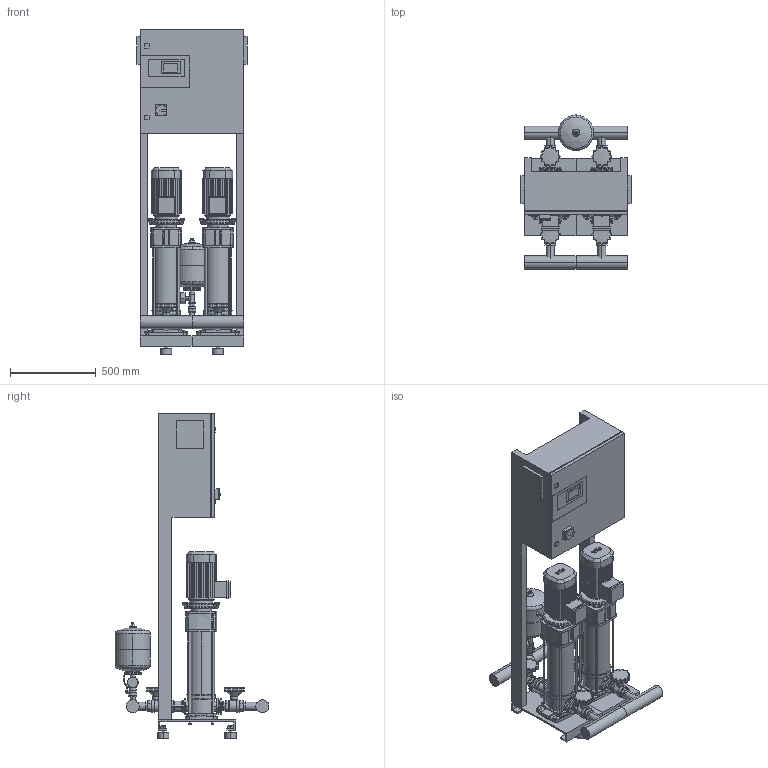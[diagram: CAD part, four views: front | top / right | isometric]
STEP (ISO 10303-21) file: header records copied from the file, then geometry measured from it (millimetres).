
FILE_DESCRIPTION((''),'2;1');
FILE_NAME('3d_CO-2HELIXV1008_K_CC-2534096.stp','2016-01-25T10:03:37',(''),(''),'Mechanical Desktop 2009','Mechanical Desktop 2009',', , ');
FILE_SCHEMA(('CONFIG_CONTROL_DESIGN'));
Length unit declared in the file: millimetre
Products named in the file (1): Product
Bounding box: 640 x 895.05 x 1885 mm (x, y, z)
Volume: 168679465.1 mm3; surface area: 7240064.2 mm2
Topology: 108 solids, 108 shells, 2997 faces, 7561 edges, 4932 vertices
Faces by surface type: plane 1178, cylinder 884, bspline 701, cone 160, torus 60, sphere 14
Entity records: 96771 total; most frequent: CARTESIAN_POINT 24936, ORIENTED_EDGE 15106, DIRECTION 14393, EDGE_CURVE 7553, AXIS2_PLACEMENT_3D 4967, VERTEX_POINT 4926, VECTOR 4459, LINE 4459
